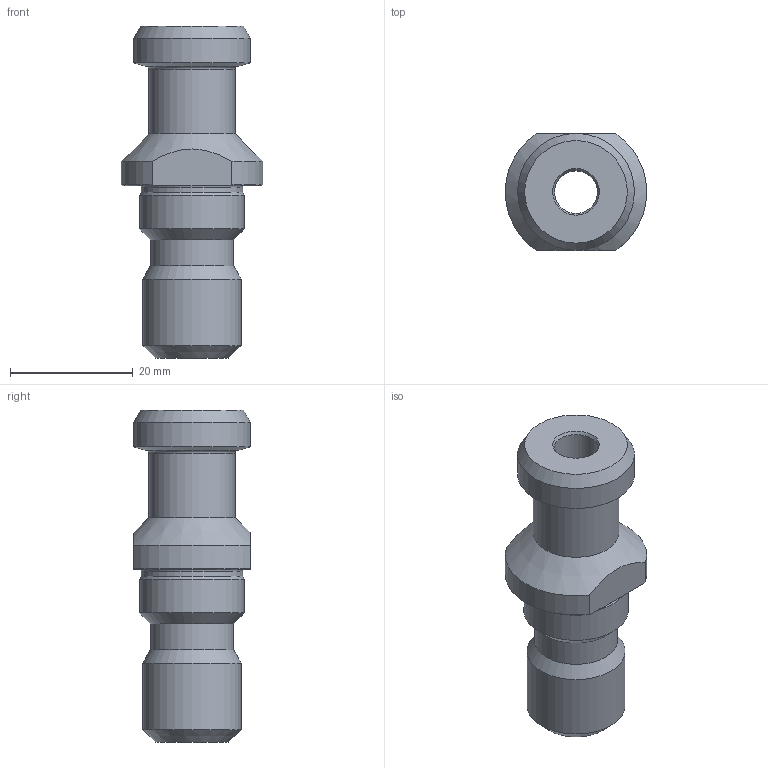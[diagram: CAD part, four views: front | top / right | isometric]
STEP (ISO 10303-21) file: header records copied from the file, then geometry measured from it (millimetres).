
FILE_DESCRIPTION(/* description */ (''),/* implementation_level */ '2;1');
FILE_NAME(/* name */ '1498472761926.stp',/* time_stamp */ '2017-06-26T12:26:05+02:00',/* author */ (''),/* organization */ ('SMS'),/* preprocessor_version */ 'ST-DEVELOPER v15',/* originating_system */ 'SIEMENS PLM Software NX 8.5',/* authorisation */ '');
FILE_SCHEMA (('AUTOMOTIVE_DESIGN { 1 0 10303 214 3 1 1 1 }'));
Length unit declared in the file: millimetre
Products named in the file (1): 201120615MOD000_00
Bounding box: 23 x 19 x 54 mm (x, y, z)
Volume: 9442.8 mm3; surface area: 4667.6 mm2
Topology: 1 solids, 1 shells, 30 faces, 68 edges, 41 vertices
Faces by surface type: cone 12, cylinder 9, plane 7, torus 2
Full cylindrical faces by diameter (mm): 7 x1, 13.5 x1, 14 x1, 16 x1, 16.5 x1, 17 x1, 19 x1
Entity records: 774 total; most frequent: CARTESIAN_POINT 144, DIRECTION 134, ORIENTED_EDGE 90, AXIS2_PLACEMENT_3D 63, EDGE_LOOP 52, EDGE_CURVE 45, FACE_BOUND 44, VERTEX_POINT 37
